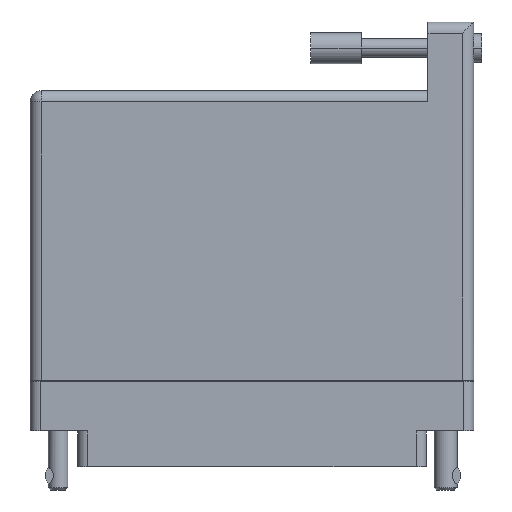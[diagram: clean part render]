
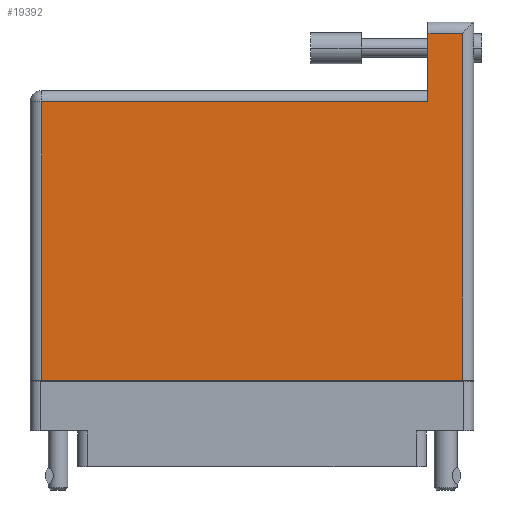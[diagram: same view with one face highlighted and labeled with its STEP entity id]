
A CAD part, front view. The second image highlights one B-rep face of the part: STEP entity #19392.
In plain terms, the highlighted face is planar.
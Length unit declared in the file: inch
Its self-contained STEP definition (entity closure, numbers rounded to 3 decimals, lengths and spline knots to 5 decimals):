
#758 = DIRECTION ( 'NONE',  ( 0., 0., -1. ) ) ;
#3337 = ORIENTED_EDGE ( 'NONE', *, *, #37449, .T. ) ;
#7628 = LINE ( 'NONE', #49205, #76582 ) ;
#9639 = VECTOR ( 'NONE', #75482, 39.37008 ) ;
#9648 = ORIENTED_EDGE ( 'NONE', *, *, #18105, .T. ) ;
#13009 = VERTEX_POINT ( 'NONE', #29700 ) ;
#14584 = CARTESIAN_POINT ( 'NONE',  ( 1.289, 2.095, 0.617 ) ) ;
#14861 = EDGE_CURVE ( 'NONE', #16311, #54650, #65003, .T. ) ;
#15936 = LINE ( 'NONE', #47497, #19726 ) ;
#16311 = VERTEX_POINT ( 'NONE', #36030 ) ;
#16387 = VECTOR ( 'NONE', #36328, 39.37008 ) ;
#17234 = DIRECTION ( 'NONE',  ( 1., 0., 0. ) ) ;
#18105 = EDGE_CURVE ( 'NONE', #77498, #35295, #63409, .T. ) ;
#19203 = VERTEX_POINT ( 'NONE', #59832 ) ;
#19392 = ADVANCED_FACE ( 'NONE', ( #30218 ), #24717, .F. ) ;
#19726 = VECTOR ( 'NONE', #17234, 39.37008 ) ;
#24717 = PLANE ( 'NONE',  #56961 ) ;
#24829 = EDGE_CURVE ( 'NONE', #19203, #77498, #60698, .T. ) ;
#29700 = CARTESIAN_POINT ( 'NONE',  ( 1.289, -0.1, 0.617 ) ) ;
#30218 = FACE_OUTER_BOUND ( 'NONE', #37269, .T. ) ;
#33747 = VECTOR ( 'NONE', #62866, 39.37008 ) ;
#35295 = VERTEX_POINT ( 'NONE', #50061 ) ;
#36030 = CARTESIAN_POINT ( 'NONE',  ( 1.289, 2.025, 0.617 ) ) ;
#36273 = EDGE_CURVE ( 'NONE', #35295, #13009, #15936, .T. ) ;
#36328 = DIRECTION ( 'NONE',  ( -1., 0., 0. ) ) ;
#37269 = EDGE_LOOP ( 'NONE', ( #52921, #9648, #63047, #3337, #72717, #56130 ) ) ;
#37449 = EDGE_CURVE ( 'NONE', #13009, #16311, #78142, .T. ) ;
#43538 = CARTESIAN_POINT ( 'NONE',  ( -1.359, 2.025, 0.617 ) ) ;
#43777 = EDGE_CURVE ( 'NONE', #54650, #19203, #7628, .T. ) ;
#47497 = CARTESIAN_POINT ( 'NONE',  ( -1.359, -0.1, 0.617 ) ) ;
#49205 = CARTESIAN_POINT ( 'NONE',  ( 1.079, 2.095, 0.617 ) ) ;
#50061 = CARTESIAN_POINT ( 'NONE',  ( -1.289, -0.1, 0.617 ) ) ;
#52921 = ORIENTED_EDGE ( 'NONE', *, *, #24829, .T. ) ;
#54650 = VERTEX_POINT ( 'NONE', #59749 ) ;
#55309 = DIRECTION ( 'NONE',  ( -1., 0., 0. ) ) ;
#56130 = ORIENTED_EDGE ( 'NONE', *, *, #43777, .T. ) ;
#56961 = AXIS2_PLACEMENT_3D ( 'NONE', #72990, #758, #55309 ) ;
#59749 = CARTESIAN_POINT ( 'NONE',  ( 1.079, 2.025, 0.617 ) ) ;
#59832 = CARTESIAN_POINT ( 'NONE',  ( 1.079, 1.605, 0.617 ) ) ;
#60698 = LINE ( 'NONE', #66389, #16387 ) ;
#62176 = VECTOR ( 'NONE', #67835, 39.37008 ) ;
#62866 = DIRECTION ( 'NONE',  ( 0., 1., 0. ) ) ;
#63047 = ORIENTED_EDGE ( 'NONE', *, *, #36273, .T. ) ;
#63409 = LINE ( 'NONE', #64101, #9639 ) ;
#64101 = CARTESIAN_POINT ( 'NONE',  ( -1.289, -0.1, 0.617 ) ) ;
#65003 = LINE ( 'NONE', #43538, #62176 ) ;
#66389 = CARTESIAN_POINT ( 'NONE',  ( -1.359, 1.605, 0.617 ) ) ;
#67835 = DIRECTION ( 'NONE',  ( -1., 0., 0. ) ) ;
#72717 = ORIENTED_EDGE ( 'NONE', *, *, #14861, .T. ) ;
#72990 = CARTESIAN_POINT ( 'NONE',  ( -1.359, 1.675, 0.617 ) ) ;
#73231 = DIRECTION ( 'NONE',  ( 0., -1., 0. ) ) ;
#73939 = CARTESIAN_POINT ( 'NONE',  ( -1.289, 1.605, 0.617 ) ) ;
#75482 = DIRECTION ( 'NONE',  ( 0., -1., 0. ) ) ;
#76582 = VECTOR ( 'NONE', #73231, 39.37008 ) ;
#77498 = VERTEX_POINT ( 'NONE', #73939 ) ;
#78142 = LINE ( 'NONE', #14584, #33747 ) ;
